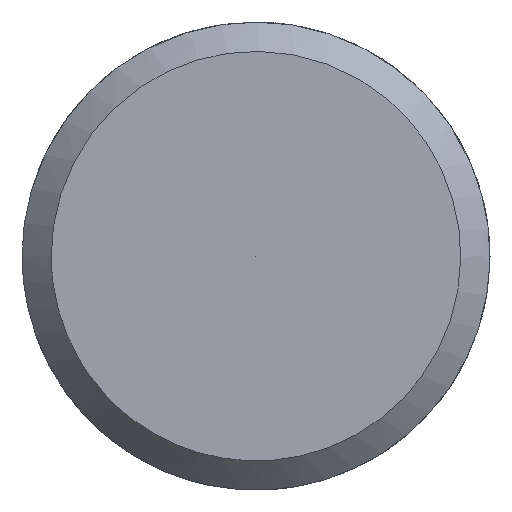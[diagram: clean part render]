
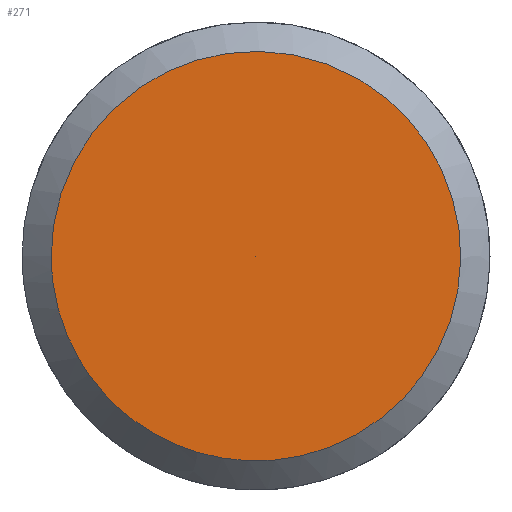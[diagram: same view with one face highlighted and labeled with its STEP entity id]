
A CAD part, left-side view. The second image highlights one B-rep face of the part: STEP entity #271.
In plain terms, the highlighted free-form (B-spline) face has degree [5, 1] with [6, 2] control points.
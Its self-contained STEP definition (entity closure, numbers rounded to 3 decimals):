
#199 = CARTESIAN_POINT ('', (-63., 3.5, 0.));
#200 = VERTEX_POINT ('', #199);
#208 = CARTESIAN_POINT ('', (-63., 3.5, 0.));
#209 = CARTESIAN_POINT ('', (-63., 3.5, 14.));
#210 = CARTESIAN_POINT ('', (-63., -10.5, 7.));
#211 = CARTESIAN_POINT ('', (-63., -10.5, -7.));
#212 = CARTESIAN_POINT ('', (-63., 3.5, -14.));
#213 = CARTESIAN_POINT ('', (-63., 3.5, 0.));
#214 = (
   BOUNDED_CURVE ()
   B_SPLINE_CURVE (5, (#208, #209, #210, #211, #212, #213), .UNSPECIFIED., .T., .U.)
   B_SPLINE_CURVE_WITH_KNOTS ((6, 6), (0., 1.), .UNSPECIFIED.)
   CURVE ()
   GEOMETRIC_REPRESENTATION_ITEM ()
   RATIONAL_B_SPLINE_CURVE ((5., 1., 1., 1., 1., 5.))
   REPRESENTATION_ITEM ('')
);
#215 = EDGE_CURVE ('', #200, #200, #214, .T.);
#247 = CARTESIAN_POINT ('', (-63., 0., 0.));
#248 = VERTEX_POINT ('', #247);
#249 = CARTESIAN_POINT ('', (-63., 0., 0.));
#250 = CARTESIAN_POINT ('', (-63., 3.5, 0.));
#251 = B_SPLINE_CURVE_WITH_KNOTS ('', 1, (#249, #250), .UNSPECIFIED., .F., .U., (2, 2), (0., 1.), .UNSPECIFIED.);
#252 = EDGE_CURVE ('', #248, #200, #251, .T.);
#253 = ORIENTED_EDGE ('', *, *, #252, .F.);
#254 = ORIENTED_EDGE ('', *, *, #252, .T.);
#255 = ORIENTED_EDGE ('', *, *, #215, .F.);
#256 = EDGE_LOOP ('', (#253, #254, #255));
#257 = FACE_OUTER_BOUND ('', #256, .T.);
#258 = CARTESIAN_POINT ('', (-63., 0., 0.));
#259 = CARTESIAN_POINT ('', (-63., 3.5, 0.));
#260 = CARTESIAN_POINT ('', (-63., 0., 0.));
#261 = CARTESIAN_POINT ('', (-63., 3.5, 14.));
#262 = CARTESIAN_POINT ('', (-63., 0., 0.));
#263 = CARTESIAN_POINT ('', (-63., -10.5, 7.));
#264 = CARTESIAN_POINT ('', (-63., 0., 0.));
#265 = CARTESIAN_POINT ('', (-63., -10.5, -7.));
#266 = CARTESIAN_POINT ('', (-63., 0., 0.));
#267 = CARTESIAN_POINT ('', (-63., 3.5, -14.));
#268 = CARTESIAN_POINT ('', (-63., 0., 0.));
#269 = CARTESIAN_POINT ('', (-63., 3.5, 0.));
#270 = (
   BOUNDED_SURFACE ()
   B_SPLINE_SURFACE (5, 1, ((#258, #259), (#260, #261), (#262, #263), (#264, #265), (#266, #267), (#268, #269)), .UNSPECIFIED., .T., .F., .U.)
   B_SPLINE_SURFACE_WITH_KNOTS ((6, 6), (2, 2), (0., 1.), (0., 1.), .UNSPECIFIED.)
   SURFACE ()
   GEOMETRIC_REPRESENTATION_ITEM ()
   RATIONAL_B_SPLINE_SURFACE (((5., 5.), (1., 1.), (1., 1.), (1., 1.), (1., 1.), (5., 5.)))
   REPRESENTATION_ITEM ('')
);
#271 = ADVANCED_FACE ('', (#257), #270, .T.);
